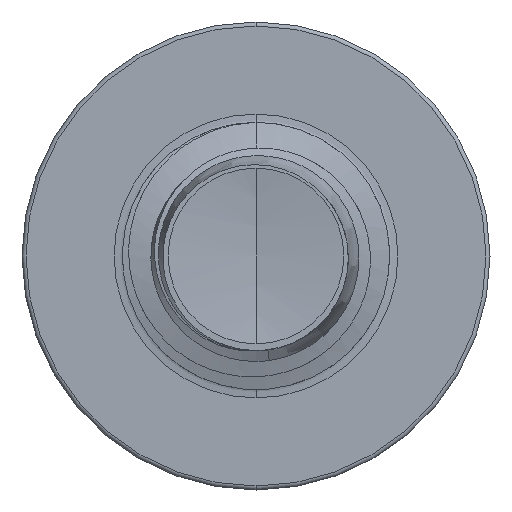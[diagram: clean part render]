
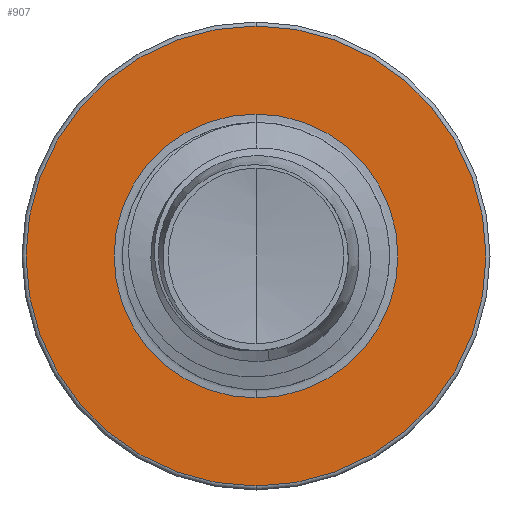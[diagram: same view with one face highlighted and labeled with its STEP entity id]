
A CAD part, front view. The second image highlights one B-rep face of the part: STEP entity #907.
In plain terms, the highlighted planar face has unit normal (0, -1, 0).
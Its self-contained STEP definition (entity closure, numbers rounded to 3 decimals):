
#148 = AXIS2_PLACEMENT_3D ( 'NONE', #7787, #13149, #12998 ) ;
#684 = DIRECTION ( 'NONE',  ( 0., 1., 0. ) ) ;
#759 = ORIENTED_EDGE ( 'NONE', *, *, #10499, .T. ) ;
#907 = ADVANCED_FACE ( 'NONE', ( #4292, #4263 ), #14461, .F. ) ;
#1548 = CIRCLE ( 'NONE', #5273, 5.16 ) ;
#3128 = AXIS2_PLACEMENT_3D ( 'NONE', #13223, #6007, #14376 ) ;
#3191 = ORIENTED_EDGE ( 'NONE', *, *, #10938, .T. ) ;
#3526 = CARTESIAN_POINT ( 'NONE',  ( 0., 8., -3.186 ) ) ;
#3698 = AXIS2_PLACEMENT_3D ( 'NONE', #11656, #4088, #12793 ) ;
#4088 = DIRECTION ( 'NONE',  ( 0., 1., 0. ) ) ;
#4263 = FACE_BOUND ( 'NONE', #4833, .T. ) ;
#4292 = FACE_OUTER_BOUND ( 'NONE', #4884, .T. ) ;
#4485 = VERTEX_POINT ( 'NONE', #6953 ) ;
#4833 = EDGE_LOOP ( 'NONE', ( #3191, #759 ) ) ;
#4884 = EDGE_LOOP ( 'NONE', ( #8016, #13499 ) ) ;
#5215 = CARTESIAN_POINT ( 'NONE',  ( 0., 8., 5.16 ) ) ;
#5229 = CARTESIAN_POINT ( 'NONE',  ( 0., 8., 0. ) ) ;
#5273 = AXIS2_PLACEMENT_3D ( 'NONE', #5229, #13751, #6645 ) ;
#6007 = DIRECTION ( 'NONE',  ( 0., 1., 0. ) ) ;
#6645 = DIRECTION ( 'NONE',  ( 0., 0., 1. ) ) ;
#6953 = CARTESIAN_POINT ( 'NONE',  ( 0., 8., 3.186 ) ) ;
#7545 = CIRCLE ( 'NONE', #8176, 5.16 ) ;
#7787 = CARTESIAN_POINT ( 'NONE',  ( 0., 8., -3.186 ) ) ;
#8016 = ORIENTED_EDGE ( 'NONE', *, *, #9707, .F. ) ;
#8176 = AXIS2_PLACEMENT_3D ( 'NONE', #8553, #684, #9747 ) ;
#8553 = CARTESIAN_POINT ( 'NONE',  ( 0., 8., 0. ) ) ;
#9280 = CIRCLE ( 'NONE', #3698, 3.186 ) ;
#9707 = EDGE_CURVE ( 'NONE', #12820, #12334, #1548, .T. ) ;
#9747 = DIRECTION ( 'NONE',  ( 0., 0., 1. ) ) ;
#10499 = EDGE_CURVE ( 'NONE', #16122, #4485, #9280, .T. ) ;
#10938 = EDGE_CURVE ( 'NONE', #4485, #16122, #16167, .T. ) ;
#10942 = EDGE_CURVE ( 'NONE', #12334, #12820, #7545, .T. ) ;
#11656 = CARTESIAN_POINT ( 'NONE',  ( 0., 8., 0. ) ) ;
#12334 = VERTEX_POINT ( 'NONE', #14839 ) ;
#12793 = DIRECTION ( 'NONE',  ( 0., 0., 1. ) ) ;
#12820 = VERTEX_POINT ( 'NONE', #5215 ) ;
#12998 = DIRECTION ( 'NONE',  ( 0., 0., 1. ) ) ;
#13149 = DIRECTION ( 'NONE',  ( 0., 1., 0. ) ) ;
#13223 = CARTESIAN_POINT ( 'NONE',  ( 0., 8., 0. ) ) ;
#13499 = ORIENTED_EDGE ( 'NONE', *, *, #10942, .F. ) ;
#13751 = DIRECTION ( 'NONE',  ( 0., 1., 0. ) ) ;
#14376 = DIRECTION ( 'NONE',  ( 0., 0., 1. ) ) ;
#14461 = PLANE ( 'NONE',  #148 ) ;
#14839 = CARTESIAN_POINT ( 'NONE',  ( 0., 8., -5.16 ) ) ;
#16122 = VERTEX_POINT ( 'NONE', #3526 ) ;
#16167 = CIRCLE ( 'NONE', #3128, 3.186 ) ;
